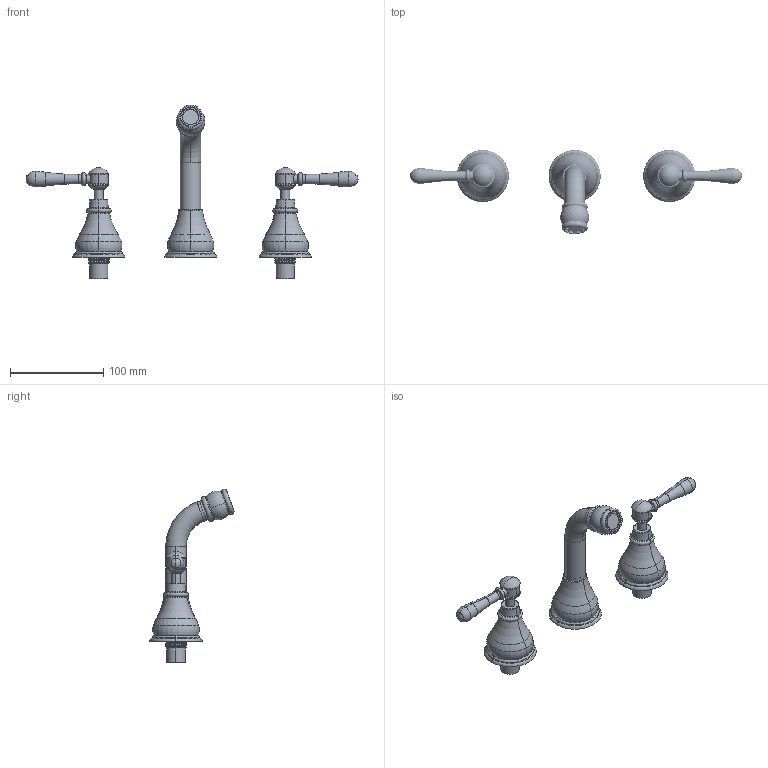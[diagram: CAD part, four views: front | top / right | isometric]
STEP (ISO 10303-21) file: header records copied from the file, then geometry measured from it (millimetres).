
FILE_DESCRIPTION (( 'STEP AP203' ), '1' );
FILE_NAME ('MV1061LCH.STEP', '2020-02-27T01:14:55', ( 'Windows 蚚誧' ), ( '' ), 'SwSTEP 2.0', 'SolidWorks 2019', '' );
FILE_SCHEMA (( 'CONFIG_CONTROL_DESIGN' ));
Length unit declared in the file: millimetre
Products named in the file (24): MVХ宒唌詰奪釱; MV邧參珨趼忒謫釱; 臟賙M21.5X1堤阨厙; 28.5X22.5X1.5綻祧菜え; 辦羲30.5坶踡蹟譫; M16X1 22奪爾諉簽; 110快开插齿G58阀芯（30.5阀盖）; MV1061LCH; M16x1 22奪爾諉芛; 22x150堤阨奪爾諉奪; 唌詰奪郪 150MM; MV珨趼忒謫; MV邧參醱髓笘欶釱; MV1070LCH; MV双把入墙钟罩; 22x150堤阨奪ㄗ爾諉ㄘ; 入墙浴缸管座组; MV堤阨諳; 囀鞠褒潑芛蹟佪M5x12 (G12090G00); 5-8辦羲概郋-110酗;    M70SB21C    MV珨趼忒梟裝; MV堤阨諳ㄗ郪ㄘ
Assembly tree (32 placements, depth 4):
  MV1061LCH
    MV1070LCH
      110快开插齿G58阀芯（30.5阀盖）
        5-8辦羲概郋-110酗
        辦羲30.5坶踡蹟譫
        28.5X22.5X1.5綻祧菜え
      110快开插齿G58阀芯（30.5阀盖）
        5-8辦羲概郋-110酗
        辦羲30.5坶踡蹟譫
        28.5X22.5X1.5綻祧菜え
      MV双把入墙钟罩  x2
      MV邧參醱髓笘欶釱  x2
      MV珨趼忒謫
        MV邧參珨趼忒謫釱
           M70SB21C    MV珨趼忒梟裝
        囀鞠褒潑芛蹟佪M5x12 (G12090G00)
      MV珨趼忒謫
        MV邧參珨趼忒謫釱
           M70SB21C    MV珨趼忒梟裝
        囀鞠褒潑芛蹟佪M5x12 (G12090G00)
    入墙浴缸管座组
      MVХ宒唌詰奪釱
      MV邧參醱髓笘欶釱
    唌詰奪郪 150MM
      22x150堤阨奪ㄗ爾諉ㄘ
        22x150堤阨奪爾諉奪
        M16x1 22奪爾諉芛
        M16X1 22奪爾諉簽
      MV堤阨諳ㄗ郪ㄘ
        MV堤阨諳
        臟賙M21.5X1堤阨厙
Bounding box: 356 x 90.34 x 186.19 mm (x, y, z)
Volume: 173592.2 mm3; surface area: 124419.6 mm2
Topology: 24 solids, 24 shells, 1514 faces, 4030 edges, 2616 vertices
Faces by surface type: cylinder 681, plane 387, cone 187, torus 138, bspline 107, sphere 14
Entity records: 60902 total; most frequent: CARTESIAN_POINT 37536, ORIENTED_EDGE 4780, DIRECTION 3962, EDGE_CURVE 2390, AXIS2_PLACEMENT_3D 1586, VERTEX_POINT 1555, EDGE_LOOP 971, FACE_OUTER_BOUND 907
